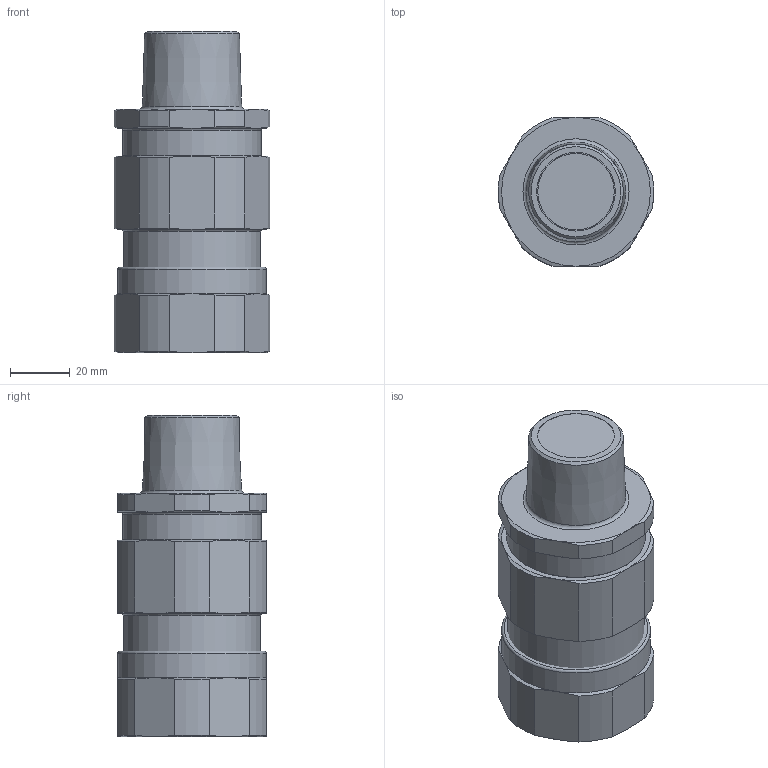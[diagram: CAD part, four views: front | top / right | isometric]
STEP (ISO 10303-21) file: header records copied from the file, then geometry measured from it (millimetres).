
FILE_DESCRIPTION(/* description */ (''),/* implementation_level */ '2;1');
FILE_NAME(/* name */ 'MC2X3.stp',/* time_stamp */ '2020-05-13T08:44:02-05:00',/* author */ ('nsantoro'),/* organization */ (''),/* preprocessor_version */ 'ST-DEVELOPER v18',/* originating_system */ 'Autodesk Inventor 2020',/* authorisation */ '');
FILE_SCHEMA (('AUTOMOTIVE_DESIGN { 1 0 10303 214 3 1 1 }'));
Length unit declared in the file: inch
Products named in the file (1): 51925-1_Shrinkwrap_1
Bounding box: 52.18 x 50 x 107.85 mm (x, y, z)
Volume: 238626.4 mm3; surface area: 40506.3 mm2
Topology: 4 solids, 4 shells, 117 faces, 291 edges, 188 vertices
Faces by surface type: cone 42, plane 32, cylinder 28, torus 15
Full cylindrical faces by diameter (mm): 26.429 x1, 32.512 x1, 35.56 x1, 43.434 x1, 43.536 x1, 44.069 x1, 46.037 x2, 46.545 x1, 50 x1
Entity records: 3651 total; most frequent: CARTESIAN_POINT 741, DIRECTION 622, ORIENTED_EDGE 582, EDGE_CURVE 291, AXIS2_PLACEMENT_3D 285, VERTEX_POINT 188, CIRCLE 167, EDGE_LOOP 123
